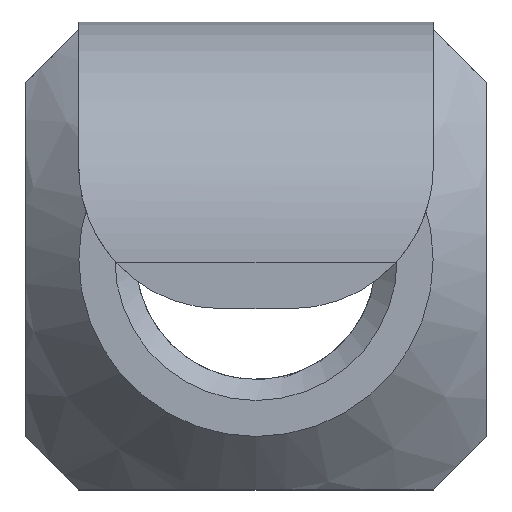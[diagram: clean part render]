
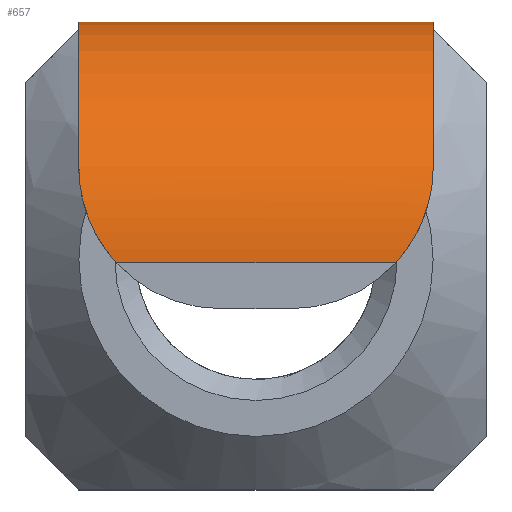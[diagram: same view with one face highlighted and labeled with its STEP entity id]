
A CAD part, top view. The second image highlights one B-rep face of the part: STEP entity #657.
In plain terms, the highlighted cylindrical face has radius 6.8 mm (diameter 13.6 mm), a partial arc.
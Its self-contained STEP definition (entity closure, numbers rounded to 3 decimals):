
#68=FACE_OUTER_BOUND('',#105,.T.);
#105=EDGE_LOOP('',(#526,#527,#528,#529,#530,#531));
#140=CIRCLE('',#720,6.8);
#141=CIRCLE('',#721,6.8);
#168=B_SPLINE_CURVE_WITH_KNOTS('',3,(#1856,#1857,#1858,#1859,#1860,#1861),
 .UNSPECIFIED.,.F.,.F.,(4,2,4),(-2.052,-1.898,-1.76),
 .UNSPECIFIED.);
#170=B_SPLINE_CURVE_WITH_KNOTS('',3,(#1882,#1883,#1884,#1885,#1886,#1887),
 .UNSPECIFIED.,.F.,.F.,(4,2,4),(1.76,1.898,2.052),
 .UNSPECIFIED.);
#184=LINE('',#1880,#229);
#185=LINE('',#1891,#230);
#229=VECTOR('',#817,1.);
#230=VECTOR('',#820,1.);
#299=VERTEX_POINT('',#1854);
#300=VERTEX_POINT('',#1855);
#305=VERTEX_POINT('',#1879);
#306=VERTEX_POINT('',#1881);
#307=VERTEX_POINT('',#1888);
#308=VERTEX_POINT('',#1890);
#380=EDGE_CURVE('',#299,#300,#168,.T.);
#386=EDGE_CURVE('',#305,#300,#184,.T.);
#387=EDGE_CURVE('',#305,#306,#170,.T.);
#388=EDGE_CURVE('',#306,#307,#140,.T.);
#389=EDGE_CURVE('',#307,#308,#185,.T.);
#390=EDGE_CURVE('',#308,#299,#141,.T.);
#526=ORIENTED_EDGE('',*,*,#380,.T.);
#527=ORIENTED_EDGE('',*,*,#386,.F.);
#528=ORIENTED_EDGE('',*,*,#387,.T.);
#529=ORIENTED_EDGE('',*,*,#388,.T.);
#530=ORIENTED_EDGE('',*,*,#389,.T.);
#531=ORIENTED_EDGE('',*,*,#390,.T.);
#637=CYLINDRICAL_SURFACE('',#719,6.8);
#657=ADVANCED_FACE('',(#68),#637,.T.);
#719=AXIS2_PLACEMENT_3D('',#1878,#815,#816);
#720=AXIS2_PLACEMENT_3D('',#1889,#818,#819);
#721=AXIS2_PLACEMENT_3D('',#1892,#821,#822);
#815=DIRECTION('center_axis',(-1.,0.,0.));
#816=DIRECTION('ref_axis',(0.,0.,1.));
#817=DIRECTION('',(-1.,0.,0.));
#818=DIRECTION('center_axis',(-1.,0.,0.));
#819=DIRECTION('ref_axis',(0.,0.,1.));
#820=DIRECTION('',(-1.,0.,0.));
#821=DIRECTION('center_axis',(1.,0.,0.));
#822=DIRECTION('ref_axis',(0.,0.,1.));
#1854=CARTESIAN_POINT('',(-5.,2.6,10.241));
#1855=CARTESIAN_POINT('',(-3.951,-0.1,10.8));
#1856=CARTESIAN_POINT('Ctrl Pts',(-5.,2.6,10.241));
#1857=CARTESIAN_POINT('Ctrl Pts',(-5.,2.13,10.444));
#1858=CARTESIAN_POINT('Ctrl Pts',(-4.911,1.606,10.602));
#1859=CARTESIAN_POINT('Ctrl Pts',(-4.535,0.667,10.772));
#1860=CARTESIAN_POINT('Ctrl Pts',(-4.267,0.245,10.8));
#1861=CARTESIAN_POINT('Ctrl Pts',(-3.951,-0.1,
10.8));
#1878=CARTESIAN_POINT('Origin',(5.,-0.1,4.));
#1879=CARTESIAN_POINT('',(3.951,-0.1,10.8));
#1880=CARTESIAN_POINT('',(5.,-0.1,10.8));
#1881=CARTESIAN_POINT('',(5.,2.6,10.241));
#1882=CARTESIAN_POINT('Ctrl Pts',(3.951,-0.1,
10.8));
#1883=CARTESIAN_POINT('Ctrl Pts',(4.267,0.245,10.8));
#1884=CARTESIAN_POINT('Ctrl Pts',(4.535,0.667,10.772));
#1885=CARTESIAN_POINT('Ctrl Pts',(4.911,1.606,10.602));
#1886=CARTESIAN_POINT('Ctrl Pts',(5.,2.13,10.444));
#1887=CARTESIAN_POINT('Ctrl Pts',(5.,2.6,10.241));
#1888=CARTESIAN_POINT('',(5.,6.7,4.));
#1889=CARTESIAN_POINT('Origin',(5.,-0.1,4.));
#1890=CARTESIAN_POINT('',(-5.,6.7,4.));
#1891=CARTESIAN_POINT('',(5.,6.7,4.));
#1892=CARTESIAN_POINT('Origin',(-5.,-0.1,4.));
